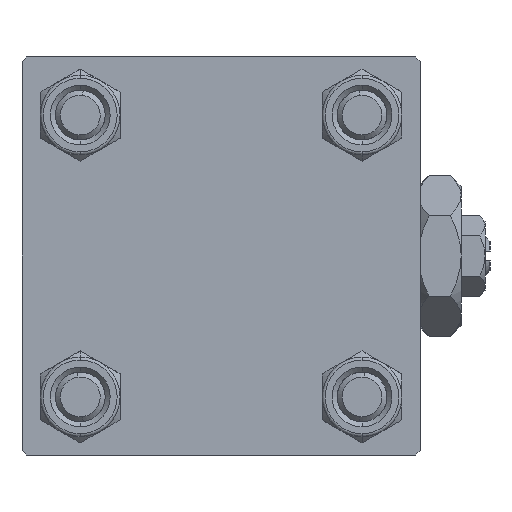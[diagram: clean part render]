
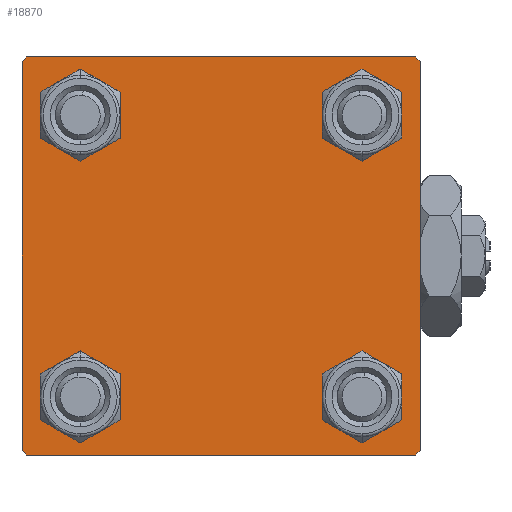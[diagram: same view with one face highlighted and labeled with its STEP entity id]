
A CAD part, left-side view. The second image highlights one B-rep face of the part: STEP entity #18870.
In plain terms, the highlighted planar face has unit normal (-1, 0, 0).
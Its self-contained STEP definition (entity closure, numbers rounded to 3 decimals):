
#80 = EDGE_LOOP ( 'NONE', ( #17226, #15036 ) ) ;
#159 = VECTOR ( 'NONE', #36539, 1000. ) ;
#1146 = CARTESIAN_POINT ( 'NONE',  ( 0., -19.5, 20. ) ) ;
#1831 = VERTEX_POINT ( 'NONE', #43701 ) ;
#1937 = DIRECTION ( 'NONE',  ( 0., 0., 1. ) ) ;
#2158 = CIRCLE ( 'NONE', #17333, 3. ) ;
#2173 = ORIENTED_EDGE ( 'NONE', *, *, #33221, .T. ) ;
#2191 = CIRCLE ( 'NONE', #18214, 3. ) ;
#2393 = DIRECTION ( 'NONE',  ( -1., 0., 0. ) ) ;
#2654 = CARTESIAN_POINT ( 'NONE',  ( 0., -14.15, -14.15 ) ) ;
#2757 = EDGE_LOOP ( 'NONE', ( #2173, #30686 ) ) ;
#2940 = VERTEX_POINT ( 'NONE', #33629 ) ;
#3100 = EDGE_CURVE ( 'NONE', #49314, #30079, #44526, .T. ) ;
#4328 = ORIENTED_EDGE ( 'NONE', *, *, #7617, .T. ) ;
#4682 = CARTESIAN_POINT ( 'NONE',  ( 0., -14.15, 14.15 ) ) ;
#5173 = DIRECTION ( 'NONE',  ( 0., 0., 1. ) ) ;
#5211 = DIRECTION ( 'NONE',  ( 1., 0., 0. ) ) ;
#5564 = LINE ( 'NONE', #9529, #25474 ) ;
#6695 = EDGE_CURVE ( 'NONE', #33219, #44393, #14728, .T. ) ;
#6985 = DIRECTION ( 'NONE',  ( 0., -0.707, -0.707 ) ) ;
#7617 = EDGE_CURVE ( 'NONE', #10340, #22429, #43017, .T. ) ;
#7975 = EDGE_CURVE ( 'NONE', #48399, #1831, #46425, .T. ) ;
#8276 = LINE ( 'NONE', #44471, #159 ) ;
#8330 = AXIS2_PLACEMENT_3D ( 'NONE', #39107, #2393, #30663 ) ;
#8579 = EDGE_CURVE ( 'NONE', #22929, #44393, #9232, .T. ) ;
#8677 = LINE ( 'NONE', #49622, #45701 ) ;
#8929 = CARTESIAN_POINT ( 'NONE',  ( 0., 20., 20. ) ) ;
#8961 = CARTESIAN_POINT ( 'NONE',  ( 0., -19.75, 19.75 ) ) ;
#9131 = DIRECTION ( 'NONE',  ( 1., 0., 0. ) ) ;
#9232 = LINE ( 'NONE', #8961, #16872 ) ;
#9267 = DIRECTION ( 'NONE',  ( 0., 0., -1. ) ) ;
#9529 = CARTESIAN_POINT ( 'NONE',  ( 0., -20., 20. ) ) ;
#9991 = DIRECTION ( 'NONE',  ( 0., 0., 1. ) ) ;
#10178 = CARTESIAN_POINT ( 'NONE',  ( 0., 19.75, -19.75 ) ) ;
#10340 = VERTEX_POINT ( 'NONE', #25095 ) ;
#10548 = DIRECTION ( 'NONE',  ( 1., 0., 0. ) ) ;
#11718 = EDGE_LOOP ( 'NONE', ( #12932, #23553, #21940, #12911, #23445, #48117, #42321, #25083 ) ) ;
#11760 = VERTEX_POINT ( 'NONE', #52126 ) ;
#12667 = DIRECTION ( 'NONE',  ( 0., 0.707, 0.707 ) ) ;
#12706 = CARTESIAN_POINT ( 'NONE',  ( 0., -19.5, -20. ) ) ;
#12911 = ORIENTED_EDGE ( 'NONE', *, *, #20483, .T. ) ;
#12932 = ORIENTED_EDGE ( 'NONE', *, *, #31391, .T. ) ;
#13426 = CARTESIAN_POINT ( 'NONE',  ( 0., 19.75, 19.75 ) ) ;
#13432 = DIRECTION ( 'NONE',  ( 0., -1., 0. ) ) ;
#13527 = AXIS2_PLACEMENT_3D ( 'NONE', #28141, #44768, #15984 ) ;
#14253 = CARTESIAN_POINT ( 'NONE',  ( 0., 19.5, 20. ) ) ;
#14538 = FACE_BOUND ( 'NONE', #29106, .T. ) ;
#14728 = LINE ( 'NONE', #22408, #39602 ) ;
#15036 = ORIENTED_EDGE ( 'NONE', *, *, #3100, .T. ) ;
#15296 = CARTESIAN_POINT ( 'NONE',  ( 0., 14.15, 14.15 ) ) ;
#15370 = EDGE_CURVE ( 'NONE', #38232, #18017, #8677, .T. ) ;
#15984 = DIRECTION ( 'NONE',  ( 0., 0., 1. ) ) ;
#16698 = EDGE_LOOP ( 'NONE', ( #4328, #46510 ) ) ;
#16872 = VECTOR ( 'NONE', #12667, 1000. ) ;
#17140 = VERTEX_POINT ( 'NONE', #36262 ) ;
#17226 = ORIENTED_EDGE ( 'NONE', *, *, #32102, .T. ) ;
#17333 = AXIS2_PLACEMENT_3D ( 'NONE', #17474, #33599, #49724 ) ;
#17474 = CARTESIAN_POINT ( 'NONE',  ( 0., 14.15, -14.15 ) ) ;
#18017 = VERTEX_POINT ( 'NONE', #12706 ) ;
#18214 = AXIS2_PLACEMENT_3D ( 'NONE', #15296, #10548, #31159 ) ;
#18870 = ADVANCED_FACE ( 'NONE', ( #14538, #35409, #31450, #46785, #22990 ), #22737, .T. ) ;
#19069 = DIRECTION ( 'NONE',  ( 1., 0., 0. ) ) ;
#19472 = DIRECTION ( 'NONE',  ( 0., -1., 0. ) ) ;
#20483 = EDGE_CURVE ( 'NONE', #18017, #39472, #8276, .T. ) ;
#20909 = AXIS2_PLACEMENT_3D ( 'NONE', #4682, #5211, #36906 ) ;
#21049 = EDGE_CURVE ( 'NONE', #22929, #39472, #5564, .T. ) ;
#21061 = VECTOR ( 'NONE', #42224, 1000. ) ;
#21373 = ORIENTED_EDGE ( 'NONE', *, *, #51146, .T. ) ;
#21724 = CIRCLE ( 'NONE', #48732, 3. ) ;
#21940 = ORIENTED_EDGE ( 'NONE', *, *, #15370, .T. ) ;
#22408 = CARTESIAN_POINT ( 'NONE',  ( 0., 20., 20. ) ) ;
#22429 = VERTEX_POINT ( 'NONE', #42229 ) ;
#22582 = LINE ( 'NONE', #10178, #45210 ) ;
#22737 = PLANE ( 'NONE',  #8330 ) ;
#22929 = VERTEX_POINT ( 'NONE', #37082 ) ;
#22990 = FACE_OUTER_BOUND ( 'NONE', #11718, .T. ) ;
#23445 = ORIENTED_EDGE ( 'NONE', *, *, #21049, .F. ) ;
#23553 = ORIENTED_EDGE ( 'NONE', *, *, #33797, .T. ) ;
#25083 = ORIENTED_EDGE ( 'NONE', *, *, #46705, .T. ) ;
#25095 = CARTESIAN_POINT ( 'NONE',  ( 0., -14.15, -11.15 ) ) ;
#25474 = VECTOR ( 'NONE', #9267, 1000. ) ;
#25586 = LINE ( 'NONE', #13426, #21061 ) ;
#25949 = CIRCLE ( 'NONE', #36893, 3. ) ;
#26727 = CARTESIAN_POINT ( 'NONE',  ( 0., 14.15, -11.15 ) ) ;
#28092 = CARTESIAN_POINT ( 'NONE',  ( 0., 14.15, 11.15 ) ) ;
#28141 = CARTESIAN_POINT ( 'NONE',  ( 0., 14.15, 14.15 ) ) ;
#29009 = LINE ( 'NONE', #8929, #33327 ) ;
#29055 = ORIENTED_EDGE ( 'NONE', *, *, #42506, .T. ) ;
#29106 = EDGE_LOOP ( 'NONE', ( #21373, #29055 ) ) ;
#29547 = DIRECTION ( 'NONE',  ( 0., 0., -1. ) ) ;
#30079 = VERTEX_POINT ( 'NONE', #26727 ) ;
#30663 = DIRECTION ( 'NONE',  ( 0., 0., 1. ) ) ;
#30686 = ORIENTED_EDGE ( 'NONE', *, *, #7975, .T. ) ;
#31159 = DIRECTION ( 'NONE',  ( 0., 0., 1. ) ) ;
#31391 = EDGE_CURVE ( 'NONE', #17140, #45678, #29009, .T. ) ;
#31450 = FACE_BOUND ( 'NONE', #80, .T. ) ;
#32102 = EDGE_CURVE ( 'NONE', #30079, #49314, #2158, .T. ) ;
#33173 = CARTESIAN_POINT ( 'NONE',  ( 0., -14.15, -14.15 ) ) ;
#33219 = VERTEX_POINT ( 'NONE', #14253 ) ;
#33221 = EDGE_CURVE ( 'NONE', #1831, #48399, #2191, .T. ) ;
#33327 = VECTOR ( 'NONE', #29547, 1000. ) ;
#33545 = AXIS2_PLACEMENT_3D ( 'NONE', #38126, #19069, #1937 ) ;
#33584 = CIRCLE ( 'NONE', #20909, 3. ) ;
#33599 = DIRECTION ( 'NONE',  ( 1., 0., 0. ) ) ;
#33629 = CARTESIAN_POINT ( 'NONE',  ( 0., -14.15, 11.15 ) ) ;
#33797 = EDGE_CURVE ( 'NONE', #45678, #38232, #22582, .T. ) ;
#34113 = DIRECTION ( 'NONE',  ( 0., 0., 1. ) ) ;
#35409 = FACE_BOUND ( 'NONE', #16698, .T. ) ;
#36262 = CARTESIAN_POINT ( 'NONE',  ( 0., 20., 19.5 ) ) ;
#36539 = DIRECTION ( 'NONE',  ( 0., -0.707, 0.707 ) ) ;
#36893 = AXIS2_PLACEMENT_3D ( 'NONE', #33173, #9131, #5173 ) ;
#36906 = DIRECTION ( 'NONE',  ( 0., 0., 1. ) ) ;
#36947 = CARTESIAN_POINT ( 'NONE',  ( 0., 19.5, -20. ) ) ;
#37082 = CARTESIAN_POINT ( 'NONE',  ( 0., -20., 19.5 ) ) ;
#37790 = CARTESIAN_POINT ( 'NONE',  ( 0., 20., -19.5 ) ) ;
#37870 = EDGE_CURVE ( 'NONE', #22429, #10340, #25949, .T. ) ;
#38126 = CARTESIAN_POINT ( 'NONE',  ( 0., 14.15, -14.15 ) ) ;
#38232 = VERTEX_POINT ( 'NONE', #36947 ) ;
#39107 = CARTESIAN_POINT ( 'NONE',  ( 0., 0., 0. ) ) ;
#39472 = VERTEX_POINT ( 'NONE', #41655 ) ;
#39602 = VECTOR ( 'NONE', #19472, 1000. ) ;
#41655 = CARTESIAN_POINT ( 'NONE',  ( 0., -20., -19.5 ) ) ;
#41959 = CARTESIAN_POINT ( 'NONE',  ( 0., -14.15, 14.15 ) ) ;
#42224 = DIRECTION ( 'NONE',  ( 0., 0.707, -0.707 ) ) ;
#42229 = CARTESIAN_POINT ( 'NONE',  ( 0., -14.15, -17.15 ) ) ;
#42321 = ORIENTED_EDGE ( 'NONE', *, *, #6695, .F. ) ;
#42506 = EDGE_CURVE ( 'NONE', #2940, #11760, #33584, .T. ) ;
#42813 = DIRECTION ( 'NONE',  ( 1., 0., 0. ) ) ;
#43017 = CIRCLE ( 'NONE', #47245, 3. ) ;
#43701 = CARTESIAN_POINT ( 'NONE',  ( 0., 14.15, 17.15 ) ) ;
#43889 = CARTESIAN_POINT ( 'NONE',  ( 0., 14.15, -17.15 ) ) ;
#44393 = VERTEX_POINT ( 'NONE', #1146 ) ;
#44471 = CARTESIAN_POINT ( 'NONE',  ( 0., -19.75, -19.75 ) ) ;
#44526 = CIRCLE ( 'NONE', #33545, 3. ) ;
#44768 = DIRECTION ( 'NONE',  ( 1., 0., 0. ) ) ;
#45210 = VECTOR ( 'NONE', #6985, 1000. ) ;
#45678 = VERTEX_POINT ( 'NONE', #37790 ) ;
#45701 = VECTOR ( 'NONE', #13432, 1000. ) ;
#46186 = DIRECTION ( 'NONE',  ( 1., 0., 0. ) ) ;
#46425 = CIRCLE ( 'NONE', #13527, 3. ) ;
#46510 = ORIENTED_EDGE ( 'NONE', *, *, #37870, .T. ) ;
#46705 = EDGE_CURVE ( 'NONE', #33219, #17140, #25586, .T. ) ;
#46785 = FACE_BOUND ( 'NONE', #2757, .T. ) ;
#47245 = AXIS2_PLACEMENT_3D ( 'NONE', #2654, #42813, #34113 ) ;
#48117 = ORIENTED_EDGE ( 'NONE', *, *, #8579, .T. ) ;
#48399 = VERTEX_POINT ( 'NONE', #28092 ) ;
#48732 = AXIS2_PLACEMENT_3D ( 'NONE', #41959, #46186, #9991 ) ;
#49314 = VERTEX_POINT ( 'NONE', #43889 ) ;
#49622 = CARTESIAN_POINT ( 'NONE',  ( 0., 20., -20. ) ) ;
#49724 = DIRECTION ( 'NONE',  ( 0., 0., 1. ) ) ;
#51146 = EDGE_CURVE ( 'NONE', #11760, #2940, #21724, .T. ) ;
#52126 = CARTESIAN_POINT ( 'NONE',  ( 0., -14.15, 17.15 ) ) ;
